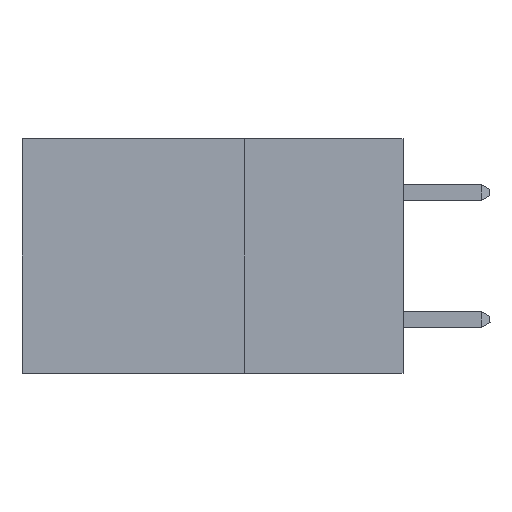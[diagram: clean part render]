
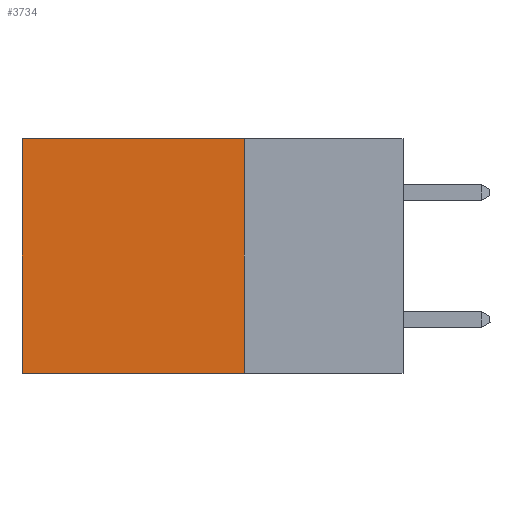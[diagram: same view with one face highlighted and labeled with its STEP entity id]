
A CAD part, left-side view. The second image highlights one B-rep face of the part: STEP entity #3734.
In plain terms, the highlighted planar face has unit normal (-1, 0, 0).
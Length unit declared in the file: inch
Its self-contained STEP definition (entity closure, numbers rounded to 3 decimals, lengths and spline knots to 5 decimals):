
#340 = LINE ( 'NONE', #2795, #19033 ) ;
#734 = LINE ( 'NONE', #30615, #14776 ) ;
#851 = ORIENTED_EDGE ( 'NONE', *, *, #8441, .F. ) ;
#1235 = DIRECTION ( 'NONE',  ( 0., 0., -1. ) ) ;
#1256 = VERTEX_POINT ( 'NONE', #28598 ) ;
#1452 = VERTEX_POINT ( 'NONE', #14818 ) ;
#2795 = CARTESIAN_POINT ( 'NONE',  ( 0.2875, 0.6, 0. ) ) ;
#2925 = CARTESIAN_POINT ( 'NONE',  ( 0.2875, 0.25, 0. ) ) ;
#3274 = DIRECTION ( 'NONE',  ( 0., 1., 0. ) ) ;
#3705 = FACE_OUTER_BOUND ( 'NONE', #18241, .T. ) ;
#3734 = ADVANCED_FACE ( 'NONE', ( #3705 ), #28129, .F. ) ;
#3800 = DIRECTION ( 'NONE',  ( 0., 0., -1. ) ) ;
#4386 = DIRECTION ( 'NONE',  ( 1., 0., 0. ) ) ;
#8371 = VERTEX_POINT ( 'NONE', #30689 ) ;
#8392 = LINE ( 'NONE', #2925, #27953 ) ;
#8441 = EDGE_CURVE ( 'NONE', #1256, #14835, #17172, .T. ) ;
#11047 = DIRECTION ( 'NONE',  ( 0., 0., -1. ) ) ;
#11442 = DIRECTION ( 'NONE',  ( 0., 1., 0. ) ) ;
#11641 = ORIENTED_EDGE ( 'NONE', *, *, #32679, .T. ) ;
#12290 = CARTESIAN_POINT ( 'NONE',  ( 0.2875, 0.25, 0. ) ) ;
#13906 = CARTESIAN_POINT ( 'NONE',  ( 0.2875, 0.25, -0.37 ) ) ;
#14776 = VECTOR ( 'NONE', #11442, 39.37008 ) ;
#14818 = CARTESIAN_POINT ( 'NONE',  ( 0.2875, 0.6, 0. ) ) ;
#14835 = VERTEX_POINT ( 'NONE', #13906 ) ;
#14891 = EDGE_CURVE ( 'NONE', #14835, #8371, #734, .T. ) ;
#17172 = LINE ( 'NONE', #27882, #27436 ) ;
#18241 = EDGE_LOOP ( 'NONE', ( #11641, #18411, #851, #18277 ) ) ;
#18277 = ORIENTED_EDGE ( 'NONE', *, *, #33128, .T. ) ;
#18411 = ORIENTED_EDGE ( 'NONE', *, *, #14891, .F. ) ;
#19033 = VECTOR ( 'NONE', #11047, 39.37008 ) ;
#27071 = AXIS2_PLACEMENT_3D ( 'NONE', #12290, #4386, #1235 ) ;
#27436 = VECTOR ( 'NONE', #3800, 39.37008 ) ;
#27882 = CARTESIAN_POINT ( 'NONE',  ( 0.2875, 0.25, 0. ) ) ;
#27953 = VECTOR ( 'NONE', #3274, 39.37008 ) ;
#28129 = PLANE ( 'NONE',  #27071 ) ;
#28598 = CARTESIAN_POINT ( 'NONE',  ( 0.2875, 0.25, 0. ) ) ;
#30615 = CARTESIAN_POINT ( 'NONE',  ( 0.2875, 0.25, -0.37 ) ) ;
#30689 = CARTESIAN_POINT ( 'NONE',  ( 0.2875, 0.6, -0.37 ) ) ;
#32679 = EDGE_CURVE ( 'NONE', #1452, #8371, #340, .T. ) ;
#33128 = EDGE_CURVE ( 'NONE', #1256, #1452, #8392, .T. ) ;
